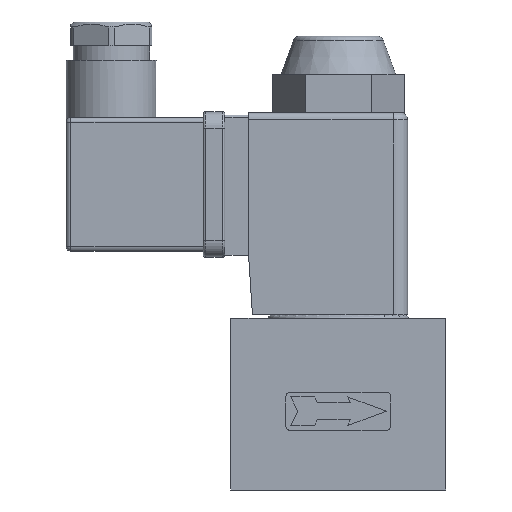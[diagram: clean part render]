
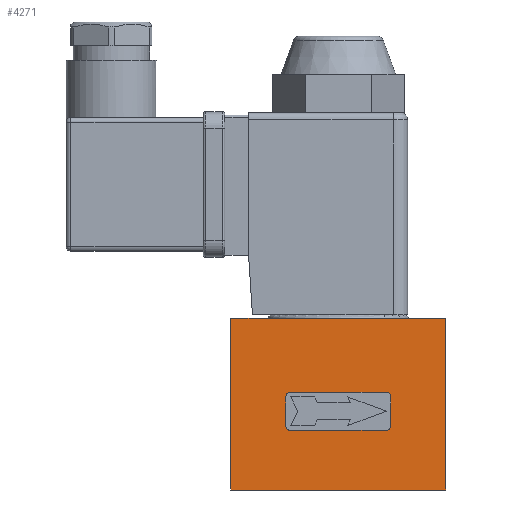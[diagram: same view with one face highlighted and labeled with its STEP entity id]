
A CAD part, left-side view. The second image highlights one B-rep face of the part: STEP entity #4271.
In plain terms, the highlighted planar face has unit normal (-1, 0, 0).
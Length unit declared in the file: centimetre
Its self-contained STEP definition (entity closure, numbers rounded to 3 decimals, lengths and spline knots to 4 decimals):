
#239=FACE_BOUND('',#1619,.T.);
#281=LINE('',#6016,#594);
#288=LINE('',#6066,#601);
#376=LINE('',#6262,#689);
#380=LINE('',#6274,#693);
#384=LINE('',#6286,#697);
#389=LINE('',#6298,#702);
#515=LINE('',#7108,#828);
#516=LINE('',#7110,#829);
#594=VECTOR('',#4815,4.5);
#601=VECTOR('',#4866,4.5);
#689=VECTOR('',#5044,2.);
#693=VECTOR('',#5056,0.6);
#697=VECTOR('',#5068,2.);
#702=VECTOR('',#5081,0.6);
#828=VECTOR('',#5709,3.6);
#829=VECTOR('',#5712,3.6);
#1322=FACE_OUTER_BOUND('',#1618,.T.);
#1618=EDGE_LOOP('',(#3673,#3674,#3675,#3676));
#1619=EDGE_LOOP('',(#3677,#3678,#3679,#3680,#3681,#3682,#3683,#3684));
#1747=CIRCLE('',#4421,0.1);
#1749=CIRCLE('',#4425,0.1);
#1751=CIRCLE('',#4429,0.1);
#1753=CIRCLE('',#4433,0.1);
#1919=VERTEX_POINT('',#6013);
#1920=VERTEX_POINT('',#6015);
#1940=VERTEX_POINT('',#6063);
#1941=VERTEX_POINT('',#6065);
#2002=VERTEX_POINT('',#6255);
#2003=VERTEX_POINT('',#6257);
#2004=VERTEX_POINT('',#6261);
#2007=VERTEX_POINT('',#6269);
#2008=VERTEX_POINT('',#6273);
#2011=VERTEX_POINT('',#6281);
#2012=VERTEX_POINT('',#6285);
#2015=VERTEX_POINT('',#6293);
#2294=EDGE_CURVE('',#1920,#1919,#281,.T.);
#2316=EDGE_CURVE('',#1940,#1941,#288,.T.);
#2410=EDGE_CURVE('',#2002,#2003,#1747,.T.);
#2412=EDGE_CURVE('',#2004,#2003,#376,.T.);
#2416=EDGE_CURVE('',#2004,#2007,#1749,.T.);
#2418=EDGE_CURVE('',#2008,#2007,#380,.T.);
#2422=EDGE_CURVE('',#2008,#2011,#1751,.T.);
#2424=EDGE_CURVE('',#2012,#2011,#384,.T.);
#2428=EDGE_CURVE('',#2012,#2015,#1753,.T.);
#2431=EDGE_CURVE('',#2002,#2015,#389,.T.);
#2713=EDGE_CURVE('',#1920,#1940,#515,.T.);
#2714=EDGE_CURVE('',#1941,#1919,#516,.T.);
#3673=ORIENTED_EDGE('',*,*,#2316,.F.);
#3674=ORIENTED_EDGE('',*,*,#2713,.F.);
#3675=ORIENTED_EDGE('',*,*,#2294,.T.);
#3676=ORIENTED_EDGE('',*,*,#2714,.F.);
#3677=ORIENTED_EDGE('',*,*,#2412,.T.);
#3678=ORIENTED_EDGE('',*,*,#2410,.F.);
#3679=ORIENTED_EDGE('',*,*,#2431,.T.);
#3680=ORIENTED_EDGE('',*,*,#2428,.F.);
#3681=ORIENTED_EDGE('',*,*,#2424,.T.);
#3682=ORIENTED_EDGE('',*,*,#2422,.F.);
#3683=ORIENTED_EDGE('',*,*,#2418,.T.);
#3684=ORIENTED_EDGE('',*,*,#2416,.F.);
#4037=PLANE('',#4686);
#4271=ADVANCED_FACE('',(#1322,#239),#4037,.T.);
#4421=AXIS2_PLACEMENT_3D('',#6258,#5039,#5040);
#4425=AXIS2_PLACEMENT_3D('',#6270,#5051,#5052);
#4429=AXIS2_PLACEMENT_3D('',#6282,#5063,#5064);
#4433=AXIS2_PLACEMENT_3D('',#6294,#5075,#5076);
#4686=AXIS2_PLACEMENT_3D('',#7109,#5710,#5711);
#4815=DIRECTION('',(0.,1.,0.));
#4866=DIRECTION('',(0.,1.,0.));
#5039=DIRECTION('center_axis',(-1.,0.,0.));
#5040=DIRECTION('ref_axis',(0.,0.707,-0.707));
#5044=DIRECTION('',(0.,1.,0.));
#5051=DIRECTION('center_axis',(-1.,0.,0.));
#5052=DIRECTION('ref_axis',(0.,-0.707,-0.707));
#5056=DIRECTION('',(0.,0.,-1.));
#5063=DIRECTION('center_axis',(-1.,0.,0.));
#5064=DIRECTION('ref_axis',(0.,-0.707,0.707));
#5068=DIRECTION('',(0.,-1.,0.));
#5075=DIRECTION('center_axis',(-1.,0.,0.));
#5076=DIRECTION('ref_axis',(0.,0.707,0.707));
#5081=DIRECTION('',(0.,0.,1.));
#5709=DIRECTION('',(0.,0.,-1.));
#5710=DIRECTION('center_axis',(-1.,0.,0.));
#5711=DIRECTION('ref_axis',(0.,0.,-1.));
#5712=DIRECTION('',(0.,0.,1.));
#6013=CARTESIAN_POINT('',(-1.7,2.25,0.64));
#6015=CARTESIAN_POINT('',(-1.7,-2.25,0.64));
#6016=CARTESIAN_POINT('',(-1.7,-2.25,0.64));
#6063=CARTESIAN_POINT('',(-1.7,-2.25,-2.96));
#6065=CARTESIAN_POINT('',(-1.7,2.25,-2.96));
#6066=CARTESIAN_POINT('',(-1.7,-2.25,-2.96));
#6255=CARTESIAN_POINT('',(-1.7,1.1,-1.61));
#6257=CARTESIAN_POINT('',(-1.7,1.,-1.71));
#6258=CARTESIAN_POINT('Origin',(-1.7,1.,-1.61));
#6261=CARTESIAN_POINT('',(-1.7,-1.,-1.71));
#6262=CARTESIAN_POINT('',(-1.7,-1.1,-1.71));
#6269=CARTESIAN_POINT('',(-1.7,-1.1,-1.61));
#6270=CARTESIAN_POINT('Origin',(-1.7,-1.,-1.61));
#6273=CARTESIAN_POINT('',(-1.7,-1.1,-1.01));
#6274=CARTESIAN_POINT('',(-1.7,-1.1,-0.91));
#6281=CARTESIAN_POINT('',(-1.7,-1.,-0.91));
#6282=CARTESIAN_POINT('Origin',(-1.7,-1.,-1.01));
#6285=CARTESIAN_POINT('',(-1.7,1.,-0.91));
#6286=CARTESIAN_POINT('',(-1.7,1.1,-0.91));
#6293=CARTESIAN_POINT('',(-1.7,1.1,-1.01));
#6294=CARTESIAN_POINT('Origin',(-1.7,1.,-1.01));
#6298=CARTESIAN_POINT('',(-1.7,1.1,-1.71));
#7108=CARTESIAN_POINT('',(-1.7,-2.25,-0.01));
#7109=CARTESIAN_POINT('Origin',(-1.7,-2.25,-0.01));
#7110=CARTESIAN_POINT('',(-1.7,2.25,-2.96));
